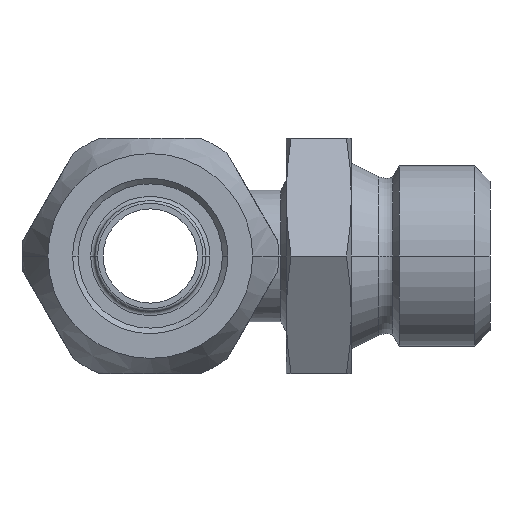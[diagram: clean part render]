
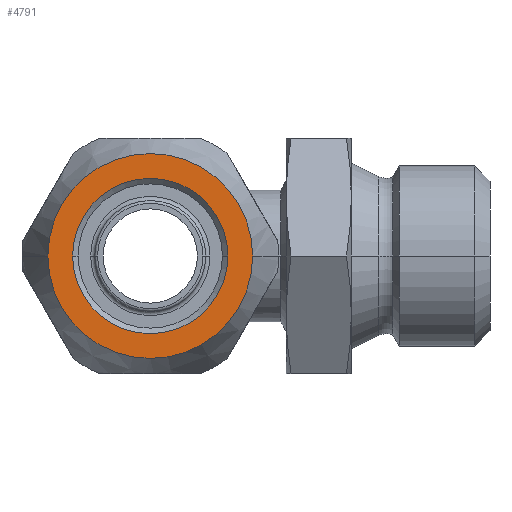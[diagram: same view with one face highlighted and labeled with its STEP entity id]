
A CAD part, left-side view. The second image highlights one B-rep face of the part: STEP entity #4791.
In plain terms, the highlighted planar face has unit normal (-1, 0, 0).
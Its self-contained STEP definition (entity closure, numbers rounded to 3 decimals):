
#1781=CARTESIAN_POINT('',(-24.,0.,0.));
#1782=DIRECTION('',(-1.,0.,0.));
#1783=DIRECTION('',(0.,1.,0.));
#1784=AXIS2_PLACEMENT_3D('',#1781,#1782,#1783);
#1795=CARTESIAN_POINT('',(-24.,0.,0.));
#1796=DIRECTION('',(1.,0.,0.));
#1797=DIRECTION('',(0.,1.,0.));
#1798=AXIS2_PLACEMENT_3D('',#1795,#1796,#1797);
#1804=CARTESIAN_POINT('',(-24.,0.,0.));
#1805=DIRECTION('',(-1.,0.,0.));
#1806=DIRECTION('',(0.,1.,0.));
#1807=AXIS2_PLACEMENT_3D('',#1804,#1805,#1806);
#1809=CARTESIAN_POINT('',(-24.,0.,0.));
#1810=DIRECTION('',(1.,0.,0.));
#1811=DIRECTION('',(0.,1.,0.));
#1812=AXIS2_PLACEMENT_3D('',#1809,#1810,#1811);
#2347=CARTESIAN_POINT('',(-24.,7.385,0.));
#2349=VERTEX_POINT('',#2347);
#2355=CARTESIAN_POINT('',(-24.,-7.385,0.));
#2357=VERTEX_POINT('',#2355);
#2378=CARTESIAN_POINT('',(-24.,5.6,0.));
#2379=CARTESIAN_POINT('',(-24.,-5.6,0.));
#2380=VERTEX_POINT('',#2378);
#2381=VERTEX_POINT('',#2379);
#4776=CARTESIAN_POINT('',(-24.,0.,0.));
#4777=DIRECTION('',(1.,0.,0.));
#4778=DIRECTION('',(0.,-1.,0.));
#4779=AXIS2_PLACEMENT_3D('',#4776,#4777,#4778);
#4780=PLANE('',#4779);
#4782=ORIENTED_EDGE('',*,*,#4781,.F.);
#4784=ORIENTED_EDGE('',*,*,#4783,.T.);
#4785=EDGE_LOOP('',(#4782,#4784));
#4786=FACE_OUTER_BOUND('',#4785,.F.);
#4787=ORIENTED_EDGE('',*,*,#4770,.F.);
#4788=ORIENTED_EDGE('',*,*,#4756,.T.);
#4789=EDGE_LOOP('',(#4787,#4788));
#4790=FACE_BOUND('',#4789,.F.);
#4791=ADVANCED_FACE('',(#4786,#4790),#4780,.F.);
#1785=CIRCLE('',#1784,5.6);
#1799=CIRCLE('',#1798,5.6);
#1808=CIRCLE('',#1807,7.385);
#1813=CIRCLE('',#1812,7.385);
#4756=EDGE_CURVE('',#2380,#2381,#1785,.T.);
#4770=EDGE_CURVE('',#2380,#2381,#1799,.T.);
#4781=EDGE_CURVE('',#2349,#2357,#1808,.T.);
#4783=EDGE_CURVE('',#2349,#2357,#1813,.T.);
